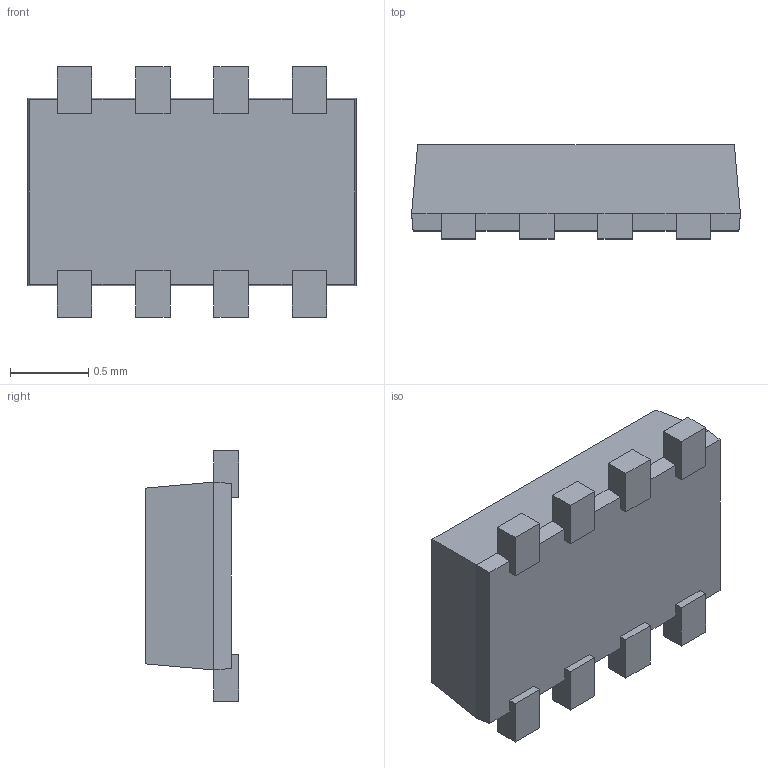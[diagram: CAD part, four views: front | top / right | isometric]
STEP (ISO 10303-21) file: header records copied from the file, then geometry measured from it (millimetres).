
FILE_DESCRIPTION (( 'STEP AP214' ), '1' );
FILE_NAME ('MP2182GTL-Z.STEP', '2020-07-23T07:27:58', ( '' ), ( '' ), 'SwSTEP 2.0', 'SolidWorks 2017', '' );
FILE_SCHEMA (( 'AUTOMOTIVE_DESIGN' ));
Length unit declared in the file: millimetre
Products named in the file (1): MP2182GTL-Z
Bounding box: 2.1 x 0.6 x 1.6 mm (x, y, z)
Volume: 1.4 mm3; surface area: 11.1 mm2
Topology: 10 solids, 10 shells, 105 faces, 232 edges, 148 vertices
Faces by surface type: plane 101, cylinder 4
Entity records: 2929 total; most frequent: CARTESIAN_POINT 486, ORIENTED_EDGE 464, DIRECTION 452, EDGE_CURVE 232, VECTOR 224, LINE 224, VERTEX_POINT 148, AXIS2_PLACEMENT_3D 114
